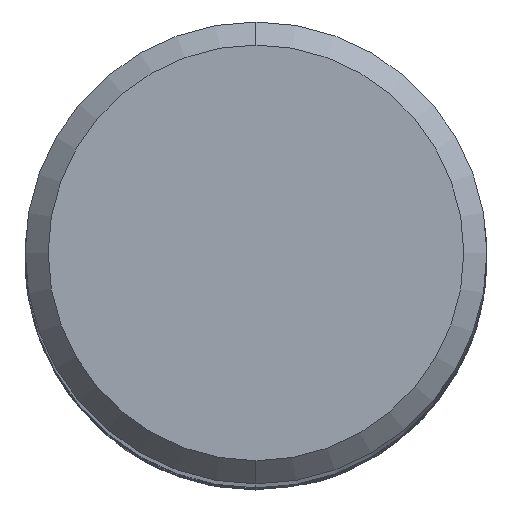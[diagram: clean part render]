
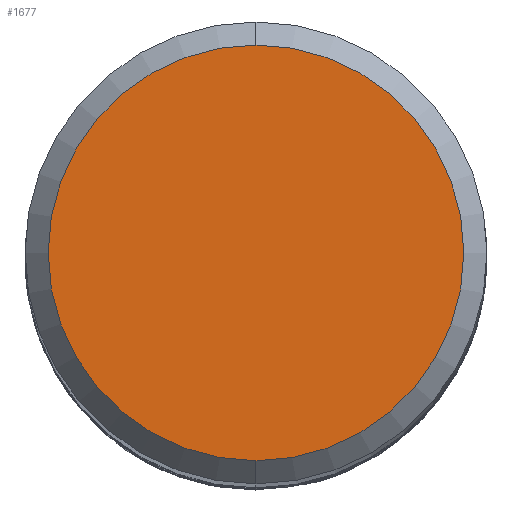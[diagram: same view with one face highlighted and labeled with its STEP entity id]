
A CAD part, top view. The second image highlights one B-rep face of the part: STEP entity #1677.
In plain terms, the highlighted planar face has unit normal (0, 0, 1).
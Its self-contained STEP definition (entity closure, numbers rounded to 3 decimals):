
#1479=VERTEX_POINT('',#4032);
#1533=EDGE_CURVE('',#1895,#1479,#4090,.T.);
#1677=ADVANCED_FACE('',(#4247),#4248,.T.);
#1895=VERTEX_POINT('',#4494);
#2835=EDGE_CURVE('',#1479,#1895,#5509,.T.);
#4032=CARTESIAN_POINT('',(0.,-4.5,0.0));
#4090=CIRCLE('',#9925,4.5);
#4247=FACE_OUTER_BOUND('',#11875,.T.);
#4248=PLANE('',#11876);
#4494=CARTESIAN_POINT('',(0.0,4.5,0.0));
#5509=CIRCLE('',#22220,4.5);
#9925=AXIS2_PLACEMENT_3D('',#31669,#31670,#31671);
#11875=EDGE_LOOP('',(#31831,#31832));
#11876=AXIS2_PLACEMENT_3D('',#31833,#31834,#31835);
#22220=AXIS2_PLACEMENT_3D('',#33156,#33157,#33158);
#31669=CARTESIAN_POINT('',(0.0,0.0,0.0));
#31670=DIRECTION('',(0.0,0.0,-1.0));
#31671=DIRECTION('',(0.0,1.0,0.0));
#31831=ORIENTED_EDGE('',*,*,#1533,.F.);
#31832=ORIENTED_EDGE('',*,*,#2835,.F.);
#31833=CARTESIAN_POINT('',(0.0,2.25,0.0));
#31834=DIRECTION('',(-0.0,0.0,1.0));
#31835=DIRECTION('',(0.0,-1.0,0.0));
#33156=CARTESIAN_POINT('',(0.0,0.0,0.0));
#33157=DIRECTION('',(0.0,0.0,-1.0));
#33158=DIRECTION('',(0.0,1.0,0.0));
